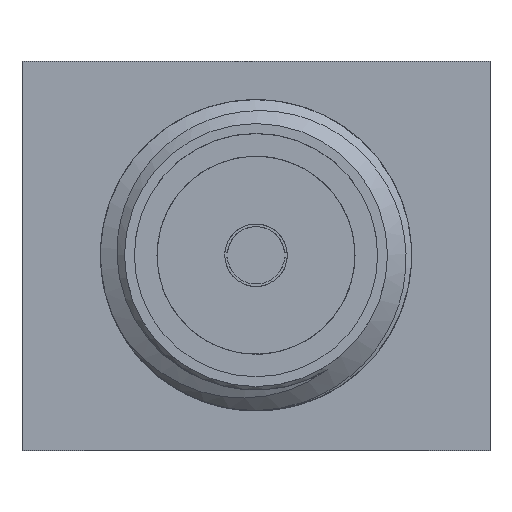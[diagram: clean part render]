
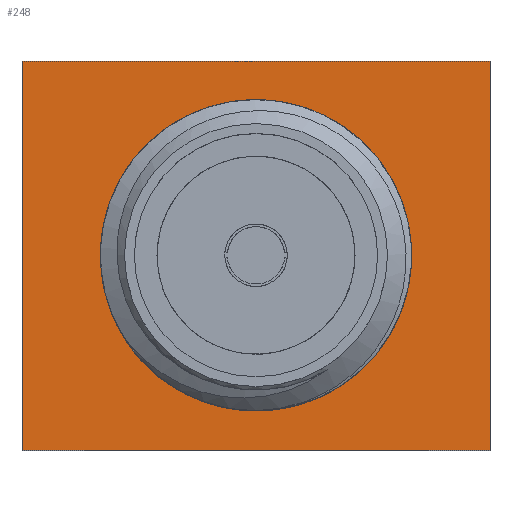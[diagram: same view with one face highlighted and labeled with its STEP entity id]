
A CAD part, top view. The second image highlights one B-rep face of the part: STEP entity #248.
In plain terms, the highlighted planar face has unit normal (0, 0, 1).
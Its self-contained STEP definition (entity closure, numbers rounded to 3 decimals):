
#248 = ADVANCED_FACE( '', ( #497, #498 ), #499, .T. );
#497 = FACE_BOUND( '', #1151, .T. );
#498 = FACE_OUTER_BOUND( '', #1152, .T. );
#499 = PLANE( '', #1153 );
#1151 = EDGE_LOOP( '', ( #1585 ) );
#1152 = EDGE_LOOP( '', ( #1586, #1587, #1588, #1589 ) );
#1153 = AXIS2_PLACEMENT_3D( '', #1590, #1591, #1592 );
#1585 = ORIENTED_EDGE( '', *, *, #1876, .T. );
#1586 = ORIENTED_EDGE( '', *, *, #1915, .T. );
#1587 = ORIENTED_EDGE( '', *, *, #1929, .T. );
#1588 = ORIENTED_EDGE( '', *, *, #1776, .T. );
#1589 = ORIENTED_EDGE( '', *, *, #1833, .T. );
#1590 = CARTESIAN_POINT( '', ( 0., 0., 1.27 ) );
#1591 = DIRECTION( '', ( 0., 0., 1. ) );
#1592 = DIRECTION( '', ( 1., 0., 0. ) );
#1776 = EDGE_CURVE( '', #1989, #1987, #1990, .T. );
#1833 = EDGE_CURVE( '', #1987, #2081, #2083, .T. );
#1876 = EDGE_CURVE( '', #2150, #2150, #2151, .T. );
#1915 = EDGE_CURVE( '', #2081, #2206, #2208, .T. );
#1929 = EDGE_CURVE( '', #2206, #1989, #2223, .T. );
#1987 = VERTEX_POINT( '', #2297 );
#1989 = VERTEX_POINT( '', #2300 );
#1990 = LINE( '', #2301, #2302 );
#2081 = VERTEX_POINT( '', #2821 );
#2083 = LINE( '', #2824, #2825 );
#2150 = VERTEX_POINT( '', #2902 );
#2151 = CIRCLE( '', #2903, 2.675 );
#2206 = VERTEX_POINT( '', #2976 );
#2208 = LINE( '', #2979, #2980 );
#2223 = LINE( '', #3000, #3001 );
#2297 = CARTESIAN_POINT( '', ( 4.76, 3.96, 1.27 ) );
#2300 = CARTESIAN_POINT( '', ( 4.76, -3.96, 1.27 ) );
#2301 = CARTESIAN_POINT( '', ( 4.76, -3.96, 1.27 ) );
#2302 = VECTOR( '', #3065, 1000. );
#2821 = CARTESIAN_POINT( '', ( -4.76, 3.96, 1.27 ) );
#2824 = CARTESIAN_POINT( '', ( 4.76, 3.96, 1.27 ) );
#2825 = VECTOR( '', #3134, 1000. );
#2902 = CARTESIAN_POINT( '', ( 2.675, 0., 1.27 ) );
#2903 = AXIS2_PLACEMENT_3D( '', #3199, #3200, #3201 );
#2976 = CARTESIAN_POINT( '', ( -4.76, -3.96, 1.27 ) );
#2979 = CARTESIAN_POINT( '', ( -4.76, 3.96, 1.27 ) );
#2980 = VECTOR( '', #3236, 1000. );
#3000 = CARTESIAN_POINT( '', ( -4.76, -3.96, 1.27 ) );
#3001 = VECTOR( '', #3251, 1000. );
#3065 = DIRECTION( '', ( 0., 1., 0. ) );
#3134 = DIRECTION( '', ( -1., 0., 0. ) );
#3199 = CARTESIAN_POINT( '', ( 0., 0., 1.27 ) );
#3200 = DIRECTION( '', ( 0., 0., -1. ) );
#3201 = DIRECTION( '', ( 1., 0., 0. ) );
#3236 = DIRECTION( '', ( 0., -1., 0. ) );
#3251 = DIRECTION( '', ( 1., 0., 0. ) );
